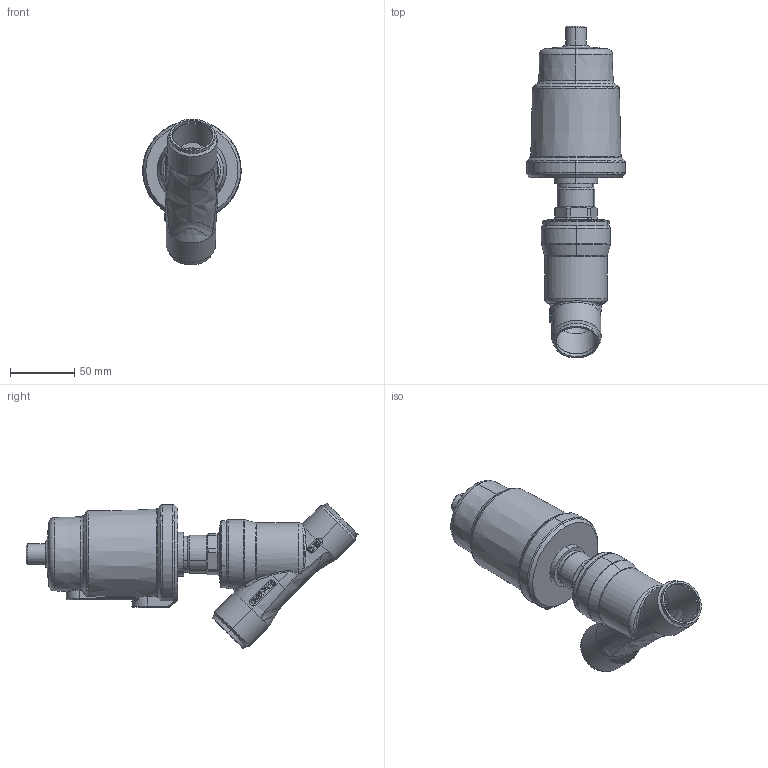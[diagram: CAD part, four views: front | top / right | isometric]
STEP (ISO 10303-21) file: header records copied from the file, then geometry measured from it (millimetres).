
FILE_DESCRIPTION (( 'STEP AP203' ), '1' );
FILE_NAME ('63DN32H25µ¥ -DIN11850.STEP', '2023-02-14T05:29:12', ( '' ), ( '' ), 'SwSTEP 2.0', 'SolidWorks 2014', '' );
FILE_SCHEMA (( 'CONFIG_CONTROL_DESIGN' ));
Length unit declared in the file: millimetre
Products named in the file (4): 蟀諉32-10H25; H2000 63ͷ; 63DN32H25µ¥ -DIN11850; DN32爾諉概极11850.2
Assembly tree (3 placements, depth 2):
  63DN32H25µ¥ -DIN11850
    H2000 63ͷ
    蟀諉32-10H25
    DN32爾諉概极11850.2
Bounding box: 76.87 x 258.95 x 113.83 mm (x, y, z)
Volume: 473057.9 mm3; surface area: 78619.5 mm2
Topology: 3 solids, 3 shells, 409 faces, 1000 edges, 625 vertices
Faces by surface type: plane 129, bspline 112, cylinder 80, cone 51, torus 36, sphere 1
Entity records: 19516 total; most frequent: CARTESIAN_POINT 10283, ORIENTED_EDGE 2000, DIRECTION 1555, EDGE_CURVE 1000, VERTEX_POINT 625, AXIS2_PLACEMENT_3D 559, EDGE_LOOP 441, VECTOR 437
